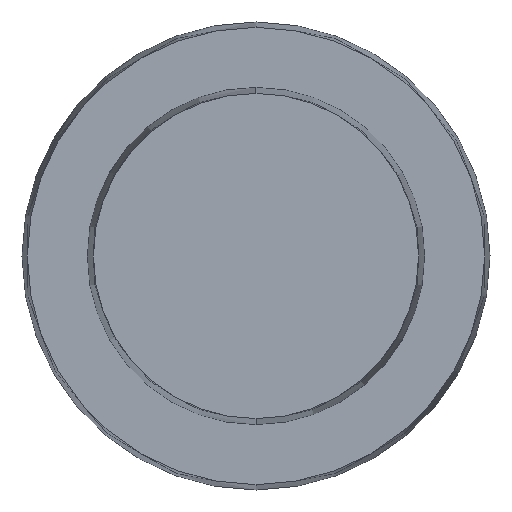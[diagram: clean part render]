
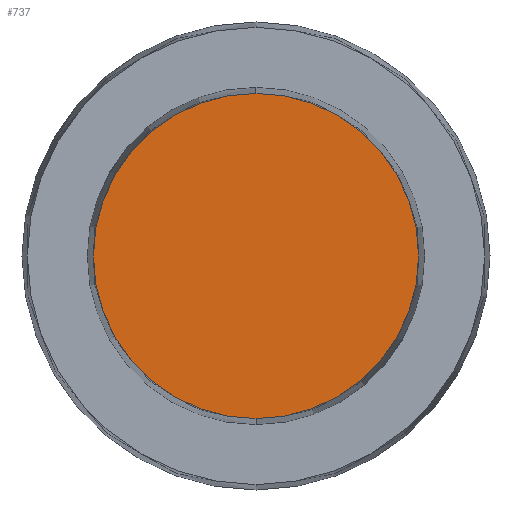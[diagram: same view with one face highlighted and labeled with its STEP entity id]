
A CAD part, front view. The second image highlights one B-rep face of the part: STEP entity #737.
In plain terms, the highlighted planar face has unit normal (0, -1, 0).
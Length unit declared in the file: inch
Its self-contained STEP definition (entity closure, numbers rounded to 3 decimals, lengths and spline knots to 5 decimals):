
#15 = DIRECTION ( 'NONE',  ( 0., -1., 0. ) ) ;
#21 = CARTESIAN_POINT ( 'NONE',  ( 0., -0.225, 0. ) ) ;
#96 = CARTESIAN_POINT ( 'NONE',  ( 0., -0.225, 0. ) ) ;
#116 = DIRECTION ( 'NONE',  ( 0., 0., -1. ) ) ;
#172 = ORIENTED_EDGE ( 'NONE', *, *, #577, .T. ) ;
#262 = CARTESIAN_POINT ( 'NONE',  ( 0., -0.225, -0.05315 ) ) ;
#279 = VERTEX_POINT ( 'NONE', #416 ) ;
#343 = AXIS2_PLACEMENT_3D ( 'NONE', #634, #15, #116 ) ;
#386 = DIRECTION ( 'NONE',  ( 0., 0., -1. ) ) ;
#416 = CARTESIAN_POINT ( 'NONE',  ( 0., -0.225, 0.05315 ) ) ;
#466 = DIRECTION ( 'NONE',  ( 0., 0., -1. ) ) ;
#480 = AXIS2_PLACEMENT_3D ( 'NONE', #21, #553, #386 ) ;
#535 = DIRECTION ( 'NONE',  ( 0., -1., 0. ) ) ;
#539 = PLANE ( 'NONE',  #678 ) ;
#553 = DIRECTION ( 'NONE',  ( 0., -1., 0. ) ) ;
#557 = CIRCLE ( 'NONE', #480, 0.05315 ) ;
#577 = EDGE_CURVE ( 'NONE', #279, #645, #674, .T. ) ;
#613 = EDGE_CURVE ( 'NONE', #645, #279, #557, .T. ) ;
#634 = CARTESIAN_POINT ( 'NONE',  ( 0., -0.225, 0. ) ) ;
#645 = VERTEX_POINT ( 'NONE', #262 ) ;
#648 = EDGE_LOOP ( 'NONE', ( #957, #172 ) ) ;
#674 = CIRCLE ( 'NONE', #343, 0.05315 ) ;
#678 = AXIS2_PLACEMENT_3D ( 'NONE', #96, #535, #466 ) ;
#737 = ADVANCED_FACE ( 'NONE', ( #815 ), #539, .T. ) ;
#815 = FACE_OUTER_BOUND ( 'NONE', #648, .T. ) ;
#957 = ORIENTED_EDGE ( 'NONE', *, *, #613, .T. ) ;
